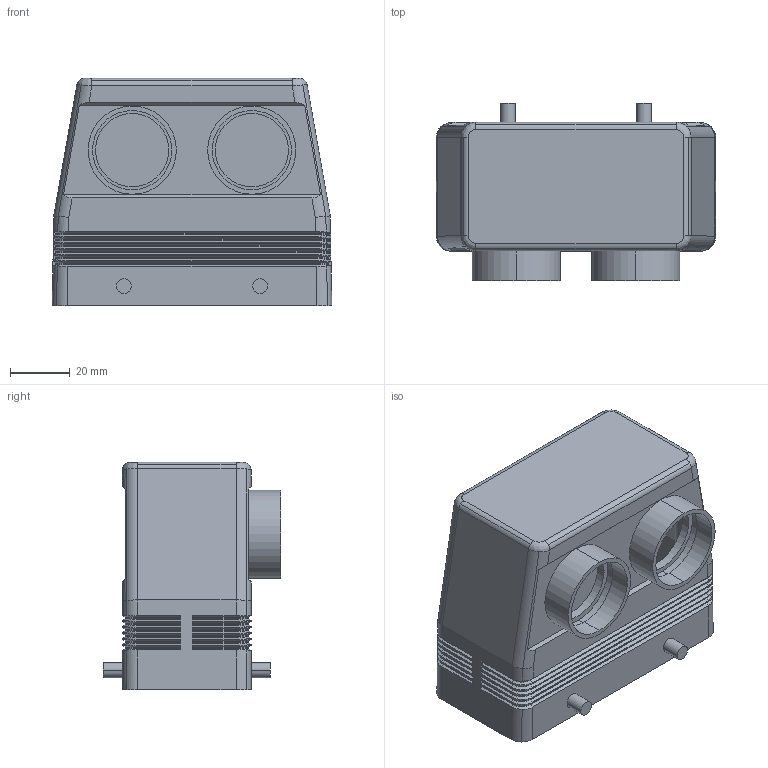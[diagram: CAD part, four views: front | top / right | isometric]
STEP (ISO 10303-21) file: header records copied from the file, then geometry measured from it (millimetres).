
FILE_DESCRIPTION((''),'2;1');
FILE_NAME('CAF 16.221.stp','2007-01-02T16:42:22',('gembarski'),(''),'Autodesk Inventor 7','Autodesk Inventor 7','');
FILE_SCHEMA(('AUTOMOTIVE_DESIGN { 1 0 10303 214 1 1 1 1 }'));
Length unit declared in the file: millimetre
Products named in the file (1): CAF 16.221
Bounding box: 93.5 x 59.5 x 76 mm (x, y, z)
Volume: 68596.5 mm3; surface area: 48131.8 mm2
Topology: 1 solids, 1 shells, 456 faces, 1141 edges, 700 vertices
Faces by surface type: plane 150, bspline 146, cylinder 136, cone 24
Entity records: 14848 total; most frequent: CARTESIAN_POINT 4476, ORIENTED_EDGE 2266, DIRECTION 1953, EDGE_CURVE 1133, VECTOR 743, LINE 743, VERTEX_POINT 700, AXIS2_PLACEMENT_3D 605
